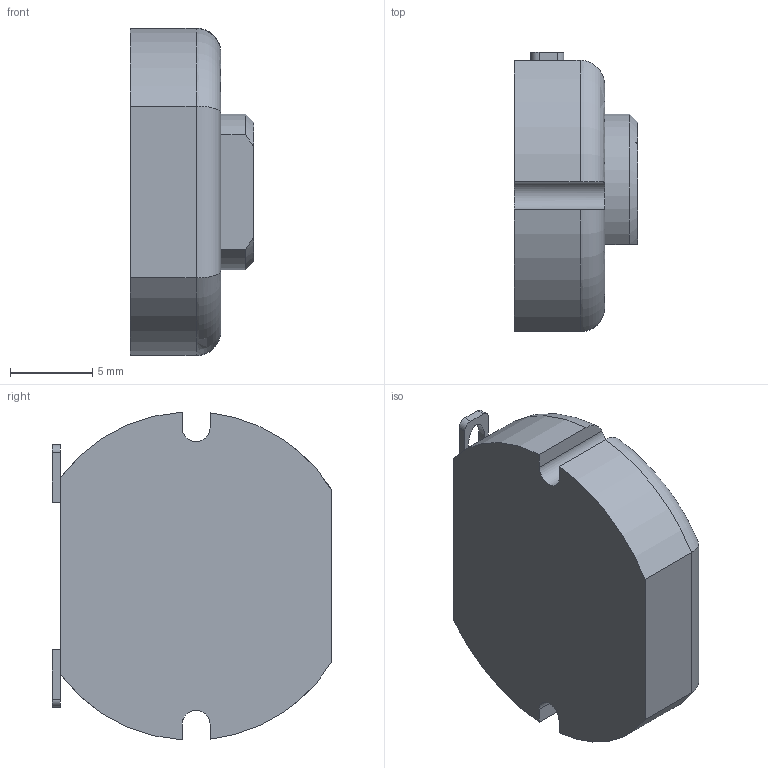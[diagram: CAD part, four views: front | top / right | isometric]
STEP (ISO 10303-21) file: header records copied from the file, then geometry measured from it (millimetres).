
FILE_DESCRIPTION(/* description */ ('STEP AP242','CAx-IF Rec.Pracs.---Representation and Presentation of Product Manufacturing Information (PMI)---4.0---2014-10-13','CAx-IF Rec.Pracs.---3D Tessellated Geometry---0.4---2014-09-14','2;1'),/* implementation_level */ '2;1');
FILE_NAME(/* name */ 'Assembly 1 (46)',/* time_stamp */ '2025-01-01T15:34:07Z',/* author */ (''),/* organization */ (''),/* preprocessor_version */ 'ST-DEVELOPER v20',/* originating_system */ 'ONSHAPE BY PTC INC, 1.191',/* authorisation */ ' ');
FILE_SCHEMA (('AP242_MANAGED_MODEL_BASED_3D_ENGINEERING_MIM_LF { 1 0 10303 442 1 1 4 }'));
Length unit declared in the file: millimetre
Products named in the file (1): One side TT Motor v1
Bounding box: 7.5 x 17.02 x 19.97 mm (x, y, z)
Volume: 1628.3 mm3; surface area: 1013.8 mm2
Topology: 1 solids, 1 shells, 54 faces, 141 edges, 90 vertices
Faces by surface type: plane 32, cylinder 15, torus 4, bspline 2, cone 1
Full cylindrical faces by diameter (mm): 2 x1, 3 x1
Entity records: 1879 total; most frequent: CARTESIAN_POINT 444, ORIENTED_EDGE 270, DIRECTION 270, EDGE_CURVE 135, AXIS2_PLACEMENT_3D 96, VERTEX_POINT 88, LINE 78, VECTOR 78
